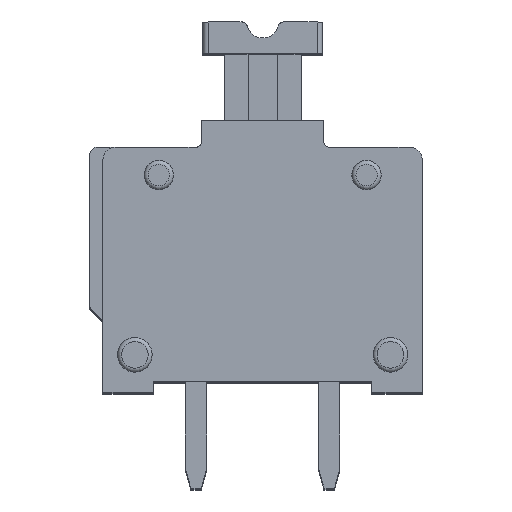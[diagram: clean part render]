
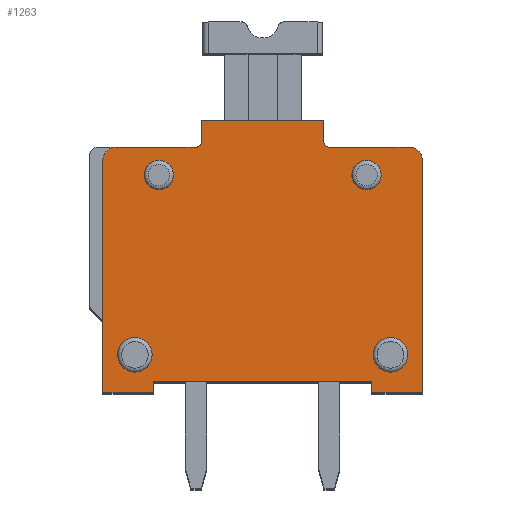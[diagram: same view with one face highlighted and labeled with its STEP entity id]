
A CAD part, top view. The second image highlights one B-rep face of the part: STEP entity #1263.
In plain terms, the highlighted planar face has unit normal (0, 0, 1).
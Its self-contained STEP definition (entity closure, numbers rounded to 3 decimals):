
#1263 = ADVANCED_FACE( '', ( #2446, #2447, #2448, #2449, #2450 ), #2451, .T. );
#2446 = FACE_OUTER_BOUND( '', #3584, .T. );
#2447 = FACE_BOUND( '', #3585, .T. );
#2448 = FACE_BOUND( '', #3586, .T. );
#2449 = FACE_BOUND( '', #3587, .T. );
#2450 = FACE_BOUND( '', #3588, .T. );
#2451 = PLANE( '', #3589 );
#3584 = EDGE_LOOP( '', ( #6910, #6911, #6912, #6913, #6914, #6915, #6916, #6917, #6918, #6919, #6920, #6921, #6922, #6923, #6924, #6925 ) );
#3585 = EDGE_LOOP( '', ( #6926 ) );
#3586 = EDGE_LOOP( '', ( #6927 ) );
#3587 = EDGE_LOOP( '', ( #6928 ) );
#3588 = EDGE_LOOP( '', ( #6929 ) );
#3589 = AXIS2_PLACEMENT_3D( '', #6930, #6931, #6932 );
#6910 = ORIENTED_EDGE( '', *, *, #7138, .T. );
#6911 = ORIENTED_EDGE( '', *, *, #8016, .T. );
#6912 = ORIENTED_EDGE( '', *, *, #7216, .F. );
#6913 = ORIENTED_EDGE( '', *, *, #7339, .F. );
#6914 = ORIENTED_EDGE( '', *, *, #8343, .F. );
#6915 = ORIENTED_EDGE( '', *, *, #7117, .T. );
#6916 = ORIENTED_EDGE( '', *, *, #8140, .F. );
#6917 = ORIENTED_EDGE( '', *, *, #8344, .F. );
#6918 = ORIENTED_EDGE( '', *, *, #7961, .T. );
#6919 = ORIENTED_EDGE( '', *, *, #8251, .T. );
#6920 = ORIENTED_EDGE( '', *, *, #7781, .T. );
#6921 = ORIENTED_EDGE( '', *, *, #8245, .T. );
#6922 = ORIENTED_EDGE( '', *, *, #7744, .T. );
#6923 = ORIENTED_EDGE( '', *, *, #8039, .F. );
#6924 = ORIENTED_EDGE( '', *, *, #7429, .T. );
#6925 = ORIENTED_EDGE( '', *, *, #7920, .T. );
#6926 = ORIENTED_EDGE( '', *, *, #8260, .F. );
#6927 = ORIENTED_EDGE( '', *, *, #7789, .F. );
#6928 = ORIENTED_EDGE( '', *, *, #7577, .F. );
#6929 = ORIENTED_EDGE( '', *, *, #7150, .F. );
#6930 = CARTESIAN_POINT( '', ( 5.954, 7.756, 3. ) );
#6931 = DIRECTION( '', ( 0., 0., 1. ) );
#6932 = DIRECTION( '', ( 1., 0., 0. ) );
#7117 = EDGE_CURVE( '', #8540, #8538, #8541, .T. );
#7138 = EDGE_CURVE( '', #8568, #8576, #8578, .T. );
#7150 = EDGE_CURVE( '', #8597, #8597, #8598, .T. );
#7216 = EDGE_CURVE( '', #8710, #8712, #8713, .T. );
#7339 = EDGE_CURVE( '', #8931, #8710, #8933, .T. );
#7429 = EDGE_CURVE( '', #9074, #9079, #9081, .T. );
#7577 = EDGE_CURVE( '', #9329, #9329, #9330, .T. );
#7744 = EDGE_CURVE( '', #9579, #9577, #9580, .T. );
#7781 = EDGE_CURVE( '', #9630, #9628, #9631, .T. );
#7789 = EDGE_CURVE( '', #9640, #9640, #9641, .T. );
#7920 = EDGE_CURVE( '', #9079, #8568, #9818, .T. );
#7961 = EDGE_CURVE( '', #9879, #9877, #9880, .T. );
#8016 = EDGE_CURVE( '', #8576, #8712, #9951, .T. );
#8039 = EDGE_CURVE( '', #9074, #9577, #9983, .T. );
#8140 = EDGE_CURVE( '', #10104, #8538, #10106, .T. );
#8245 = EDGE_CURVE( '', #9628, #9579, #10229, .T. );
#8251 = EDGE_CURVE( '', #9877, #9630, #10235, .T. );
#8260 = EDGE_CURVE( '', #10245, #10245, #10246, .T. );
#8343 = EDGE_CURVE( '', #8540, #8931, #10333, .T. );
#8344 = EDGE_CURVE( '', #9879, #10104, #10334, .T. );
#8538 = VERTEX_POINT( '', #10594 );
#8540 = VERTEX_POINT( '', #10597 );
#8541 = LINE( '', #10598, #10599 );
#8568 = VERTEX_POINT( '', #10635 );
#8576 = VERTEX_POINT( '', #10647 );
#8578 = LINE( '', #10650, #10651 );
#8597 = VERTEX_POINT( '', #10675 );
#8598 = CIRCLE( '', #10676, 0.55 );
#8710 = VERTEX_POINT( '', #10832 );
#8712 = VERTEX_POINT( '', #10835 );
#8713 = LINE( '', #10836, #10837 );
#8931 = VERTEX_POINT( '', #11139 );
#8933 = LINE( '', #11142, #11143 );
#9074 = VERTEX_POINT( '', #11335 );
#9079 = VERTEX_POINT( '', #11343 );
#9081 = LINE( '', #11346, #11347 );
#9329 = VERTEX_POINT( '', #11693 );
#9330 = CIRCLE( '', #11694, 0.65 );
#9577 = VERTEX_POINT( '', #12058 );
#9579 = VERTEX_POINT( '', #12061 );
#9580 = LINE( '', #12062, #12063 );
#9628 = VERTEX_POINT( '', #12134 );
#9630 = VERTEX_POINT( '', #12137 );
#9631 = LINE( '', #12138, #12139 );
#9640 = VERTEX_POINT( '', #12153 );
#9641 = CIRCLE( '', #12154, 0.55 );
#9818 = CIRCLE( '', #12412, 0.5 );
#9877 = VERTEX_POINT( '', #12491 );
#9879 = VERTEX_POINT( '', #12494 );
#9880 = LINE( '', #12495, #12496 );
#9951 = LINE( '', #12599, #12600 );
#9983 = CIRCLE( '', #12646, 0.2 );
#10104 = VERTEX_POINT( '', #12866 );
#10106 = LINE( '', #12869, #12870 );
#10229 = LINE( '', #13041, #13042 );
#10235 = CIRCLE( '', #13048, 0.2 );
#10245 = VERTEX_POINT( '', #13061 );
#10246 = CIRCLE( '', #13062, 0.65 );
#10333 = LINE( '', #13170, #13171 );
#10334 = CIRCLE( '', #13172, 0.5 );
#10594 = CARTESIAN_POINT( '', ( 12., 0., 3. ) );
#10597 = CARTESIAN_POINT( '', ( 10.1, 0., 3. ) );
#10598 = CARTESIAN_POINT( '', ( 7.771, 0., 3. ) );
#10599 = VECTOR( '', #13306, 1000. );
#10635 = CARTESIAN_POINT( '', ( 0., 8.7, 3. ) );
#10647 = CARTESIAN_POINT( '', ( 0., 0., 3. ) );
#10650 = CARTESIAN_POINT( '', ( 0., 7.285, 3. ) );
#10651 = VECTOR( '', #13327, 1000. );
#10675 = CARTESIAN_POINT( '', ( 10.45, 8.15, 3. ) );
#10676 = AXIS2_PLACEMENT_3D( '', #13342, #13343, #13344 );
#10832 = CARTESIAN_POINT( '', ( 1.9, 0.4, 3. ) );
#10835 = CARTESIAN_POINT( '', ( 1.9, 0., 3. ) );
#10836 = CARTESIAN_POINT( '', ( 1.9, 7.285, 3. ) );
#10837 = VECTOR( '', #13408, 1000. );
#11139 = CARTESIAN_POINT( '', ( 10.1, 0.4, 3. ) );
#11142 = CARTESIAN_POINT( '', ( 7.771, 0.4, 3. ) );
#11143 = VECTOR( '', #13557, 1000. );
#11335 = CARTESIAN_POINT( '', ( 3.5, 9.2, 3. ) );
#11343 = CARTESIAN_POINT( '', ( 0.5, 9.2, 3. ) );
#11346 = CARTESIAN_POINT( '', ( 7.771, 9.2, 3. ) );
#11347 = VECTOR( '', #13658, 1000. );
#11693 = CARTESIAN_POINT( '', ( 1.85, 1.4, 3. ) );
#11694 = AXIS2_PLACEMENT_3D( '', #13838, #13839, #13840 );
#12058 = CARTESIAN_POINT( '', ( 3.7, 9.4, 3. ) );
#12061 = CARTESIAN_POINT( '', ( 3.7, 10.2, 3. ) );
#12062 = CARTESIAN_POINT( '', ( 3.7, 7.285, 3. ) );
#12063 = VECTOR( '', #13992, 1000. );
#12134 = CARTESIAN_POINT( '', ( 8.3, 10.2, 3. ) );
#12137 = CARTESIAN_POINT( '', ( 8.3, 9.4, 3. ) );
#12138 = CARTESIAN_POINT( '', ( 8.3, 7.285, 3. ) );
#12139 = VECTOR( '', #14020, 1000. );
#12153 = CARTESIAN_POINT( '', ( 2.65, 8.15, 3. ) );
#12154 = AXIS2_PLACEMENT_3D( '', #14026, #14027, #14028 );
#12412 = AXIS2_PLACEMENT_3D( '', #14143, #14144, #14145 );
#12491 = CARTESIAN_POINT( '', ( 8.5, 9.2, 3. ) );
#12494 = CARTESIAN_POINT( '', ( 11.5, 9.2, 3. ) );
#12495 = CARTESIAN_POINT( '', ( 7.771, 9.2, 3. ) );
#12496 = VECTOR( '', #14191, 1000. );
#12599 = CARTESIAN_POINT( '', ( 7.771, 0., 3. ) );
#12600 = VECTOR( '', #14236, 1000. );
#12646 = AXIS2_PLACEMENT_3D( '', #14251, #14252, #14253 );
#12866 = CARTESIAN_POINT( '', ( 12., 8.7, 3. ) );
#12869 = CARTESIAN_POINT( '', ( 12., 7.285, 3. ) );
#12870 = VECTOR( '', #14336, 1000. );
#13041 = CARTESIAN_POINT( '', ( 7.771, 10.2, 3. ) );
#13042 = VECTOR( '', #14418, 1000. );
#13048 = AXIS2_PLACEMENT_3D( '', #14422, #14423, #14424 );
#13061 = CARTESIAN_POINT( '', ( 11.45, 1.4, 3. ) );
#13062 = AXIS2_PLACEMENT_3D( '', #14428, #14429, #14430 );
#13170 = CARTESIAN_POINT( '', ( 10.1, 7.285, 3. ) );
#13171 = VECTOR( '', #14476, 1000. );
#13172 = AXIS2_PLACEMENT_3D( '', #14477, #14478, #14479 );
#13306 = DIRECTION( '', ( 1., 0., 0. ) );
#13327 = DIRECTION( '', ( 0., -1., 0. ) );
#13342 = CARTESIAN_POINT( '', ( 9.9, 8.15, 3. ) );
#13343 = DIRECTION( '', ( 0., 0., 1. ) );
#13344 = DIRECTION( '', ( 1., 0., 0. ) );
#13408 = DIRECTION( '', ( 0., -1., 0. ) );
#13557 = DIRECTION( '', ( -1., 0., 0. ) );
#13658 = DIRECTION( '', ( -1., 0., 0. ) );
#13838 = CARTESIAN_POINT( '', ( 1.2, 1.4, 3. ) );
#13839 = DIRECTION( '', ( 0., 0., 1. ) );
#13840 = DIRECTION( '', ( 1., 0., 0. ) );
#13992 = DIRECTION( '', ( 0., -1., 0. ) );
#14020 = DIRECTION( '', ( 0., 1., 0. ) );
#14026 = CARTESIAN_POINT( '', ( 2.1, 8.15, 3. ) );
#14027 = DIRECTION( '', ( 0., 0., 1. ) );
#14028 = DIRECTION( '', ( 1., 0., 0. ) );
#14143 = CARTESIAN_POINT( '', ( 0.5, 8.7, 3. ) );
#14144 = DIRECTION( '', ( 0., 0., 1. ) );
#14145 = DIRECTION( '', ( 1., 0., 0. ) );
#14191 = DIRECTION( '', ( -1., 0., 0. ) );
#14236 = DIRECTION( '', ( 1., 0., 0. ) );
#14251 = CARTESIAN_POINT( '', ( 3.5, 9.4, 3. ) );
#14252 = DIRECTION( '', ( 0., 0., 1. ) );
#14253 = DIRECTION( '', ( 1., 0., 0. ) );
#14336 = DIRECTION( '', ( 0., -1., 0. ) );
#14418 = DIRECTION( '', ( -1., 0., 0. ) );
#14422 = CARTESIAN_POINT( '', ( 8.5, 9.4, 3. ) );
#14423 = DIRECTION( '', ( 0., 0., -1. ) );
#14424 = DIRECTION( '', ( -1., 0., 0. ) );
#14428 = CARTESIAN_POINT( '', ( 10.8, 1.4, 3. ) );
#14429 = DIRECTION( '', ( 0., 0., 1. ) );
#14430 = DIRECTION( '', ( 1., 0., 0. ) );
#14476 = DIRECTION( '', ( 0., 1., 0. ) );
#14477 = CARTESIAN_POINT( '', ( 11.5, 8.7, 3. ) );
#14478 = DIRECTION( '', ( 0., 0., -1. ) );
#14479 = DIRECTION( '', ( -1., 0., 0. ) );
